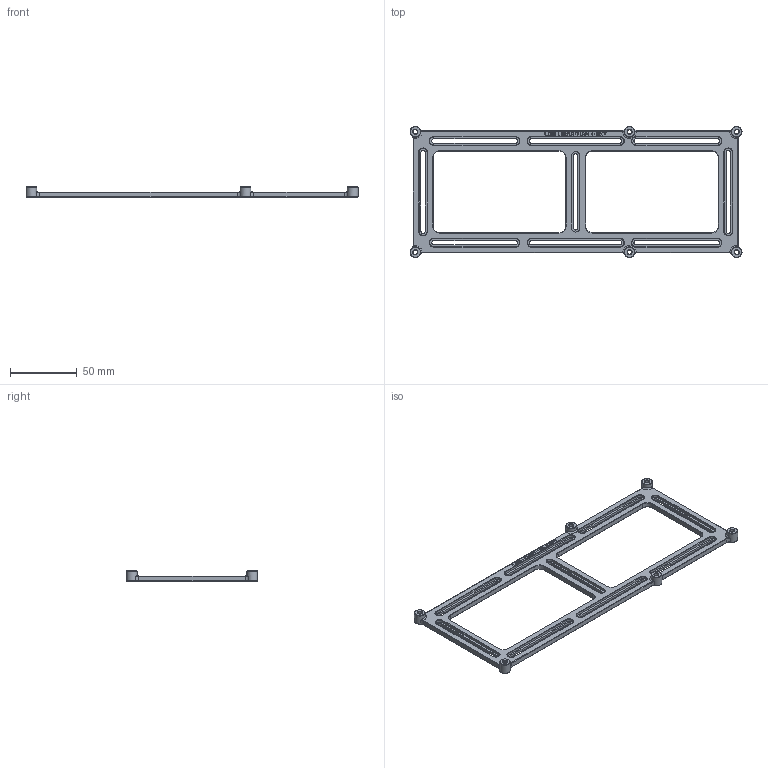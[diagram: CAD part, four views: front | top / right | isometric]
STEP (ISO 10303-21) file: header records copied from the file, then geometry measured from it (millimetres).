
FILE_DESCRIPTION(('HOOPS Exchange Step'),'2;1');
FILE_NAME('temp_export','2025-08-11T10:58:29+08:00',('hafiz'),('Shapr3D Limited'),'HOOPS Exchange 2025.5','Shapr3D','Authorized');
FILE_SCHEMA( ('AP242_MANAGED_MODEL_BASED_3D_ENGINEERING_MIM_LF {1 0 10303 442 1 1 4}') );
Length unit declared in the file: millimetre
Products named in the file (1): root
Bounding box: 248 x 98 x 8 mm (x, y, z)
Volume: 30501.3 mm3; surface area: 27375.9 mm2
Topology: 1 solids, 1 shells, 527 faces, 1354 edges, 858 vertices
Faces by surface type: plane 286, cone 120, cylinder 90, bspline 21, torus 10
Full cylindrical faces by diameter (mm): 3.2 x6, 4.7 x6, 8 x6
Entity records: 16738 total; most frequent: CARTESIAN_POINT 3746, ORIENTED_EDGE 2708, DIRECTION 2660, EDGE_CURVE 1354, VECTOR 916, LINE 916, AXIS2_PLACEMENT_3D 872, VERTEX_POINT 858
